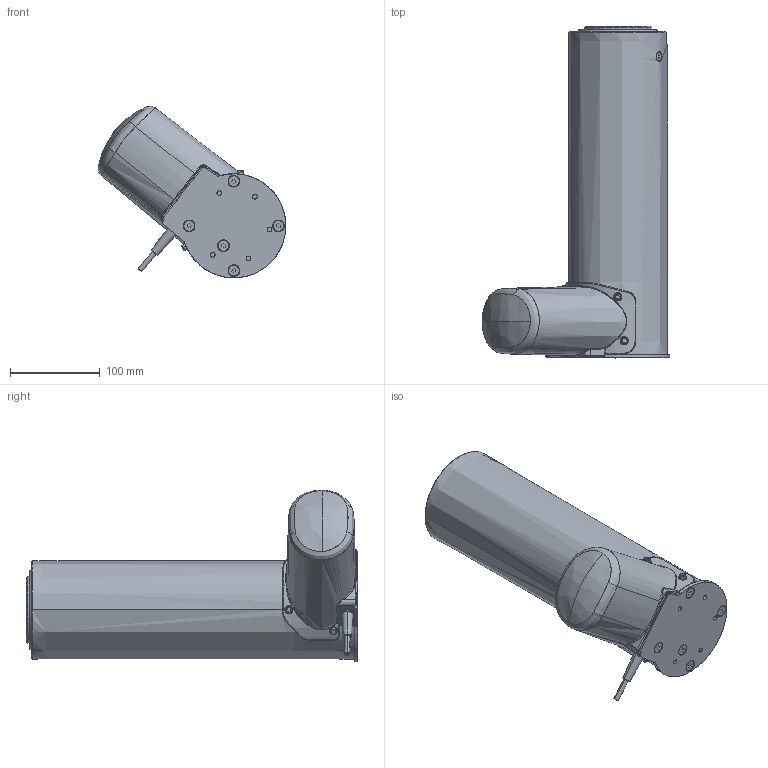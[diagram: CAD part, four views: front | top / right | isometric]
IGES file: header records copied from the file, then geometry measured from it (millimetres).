
Start section: SolidWorks IGES file using analytic representation for surfaces
Global section: file name: Gamma Colonne 3.IGS; native system: SolidWorks 2014; preprocessor: SolidWorks 2014; author: Rohlfing; date: 140908.151418; units: millimetre
Bounding box: 209.28 x 370 x 191.39 mm (x, y, z)
Surface area: 186620.6 mm2 (no closed solid volume)
Topology: 0 solids, 0 shells, 552 faces, 7020 edges, 7016 vertices
Faces by surface type: bspline 329, revolution 223
